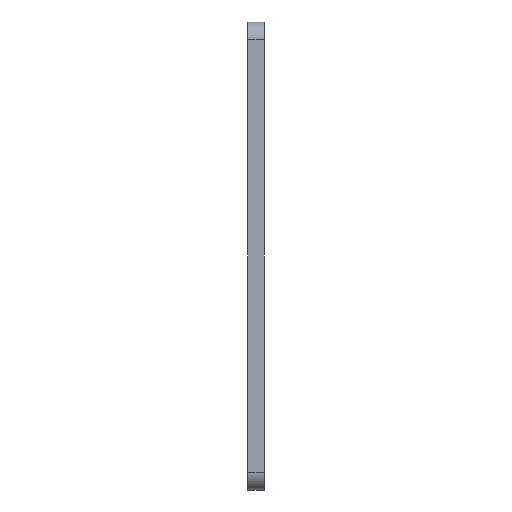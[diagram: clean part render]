
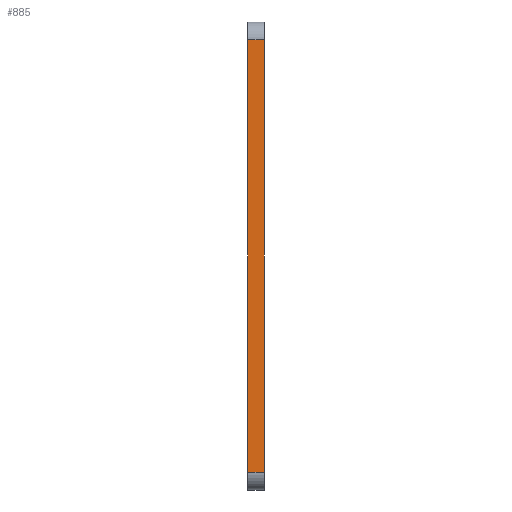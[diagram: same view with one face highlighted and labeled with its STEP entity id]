
A CAD part, left-side view. The second image highlights one B-rep face of the part: STEP entity #885.
In plain terms, the highlighted planar face has unit normal (-1, 0, 0).
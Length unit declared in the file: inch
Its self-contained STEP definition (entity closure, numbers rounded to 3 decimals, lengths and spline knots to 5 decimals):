
#1 = DIRECTION ( 'NONE',  ( 0., 0., -1. ) ) ;
#4 = EDGE_CURVE ( 'NONE', #978, #723, #329, .T. ) ;
#9 = PLANE ( 'NONE',  #140 ) ;
#27 = DIRECTION ( 'NONE',  ( 0., -1., 0. ) ) ;
#36 = LINE ( 'NONE', #966, #937 ) ;
#80 = VERTEX_POINT ( 'NONE', #282 ) ;
#140 = AXIS2_PLACEMENT_3D ( 'NONE', #213, #939, #1 ) ;
#161 = EDGE_CURVE ( 'NONE', #292, #978, #480, .T. ) ;
#213 = CARTESIAN_POINT ( 'NONE',  ( -1.945, 0.1, 1.335 ) ) ;
#252 = DIRECTION ( 'NONE',  ( 0., 0., 1. ) ) ;
#262 = CARTESIAN_POINT ( 'NONE',  ( -1.945, 0.1, 1.335 ) ) ;
#282 = CARTESIAN_POINT ( 'NONE',  ( -1.945, 0.1, 1.335 ) ) ;
#292 = VERTEX_POINT ( 'NONE', #719 ) ;
#329 = LINE ( 'NONE', #1207, #424 ) ;
#339 = CARTESIAN_POINT ( 'NONE',  ( -1.945, 0., 1.335 ) ) ;
#374 = VECTOR ( 'NONE', #252, 39.37008 ) ;
#410 = VECTOR ( 'NONE', #585, 39.37008 ) ;
#424 = VECTOR ( 'NONE', #756, 39.37008 ) ;
#480 = LINE ( 'NONE', #495, #410 ) ;
#495 = CARTESIAN_POINT ( 'NONE',  ( -1.945, 0.1, -1.335 ) ) ;
#585 = DIRECTION ( 'NONE',  ( 0., -1., 0. ) ) ;
#599 = ORIENTED_EDGE ( 'NONE', *, *, #1190, .F. ) ;
#689 = LINE ( 'NONE', #262, #374 ) ;
#691 = EDGE_CURVE ( 'NONE', #80, #723, #36, .T. ) ;
#719 = CARTESIAN_POINT ( 'NONE',  ( -1.945, 0.1, -1.335 ) ) ;
#723 = VERTEX_POINT ( 'NONE', #339 ) ;
#756 = DIRECTION ( 'NONE',  ( 0., 0., 1. ) ) ;
#861 = ORIENTED_EDGE ( 'NONE', *, *, #161, .T. ) ;
#885 = ADVANCED_FACE ( 'NONE', ( #1070 ), #9, .F. ) ;
#937 = VECTOR ( 'NONE', #27, 39.37008 ) ;
#939 = DIRECTION ( 'NONE',  ( 1., 0., 0. ) ) ;
#966 = CARTESIAN_POINT ( 'NONE',  ( -1.945, 0.1, 1.335 ) ) ;
#978 = VERTEX_POINT ( 'NONE', #1279 ) ;
#1070 = FACE_OUTER_BOUND ( 'NONE', #1367, .T. ) ;
#1190 = EDGE_CURVE ( 'NONE', #292, #80, #689, .T. ) ;
#1207 = CARTESIAN_POINT ( 'NONE',  ( -1.945, 0., 1.335 ) ) ;
#1279 = CARTESIAN_POINT ( 'NONE',  ( -1.945, 0., -1.335 ) ) ;
#1295 = ORIENTED_EDGE ( 'NONE', *, *, #4, .T. ) ;
#1344 = ORIENTED_EDGE ( 'NONE', *, *, #691, .F. ) ;
#1367 = EDGE_LOOP ( 'NONE', ( #1295, #1344, #599, #861 ) ) ;
